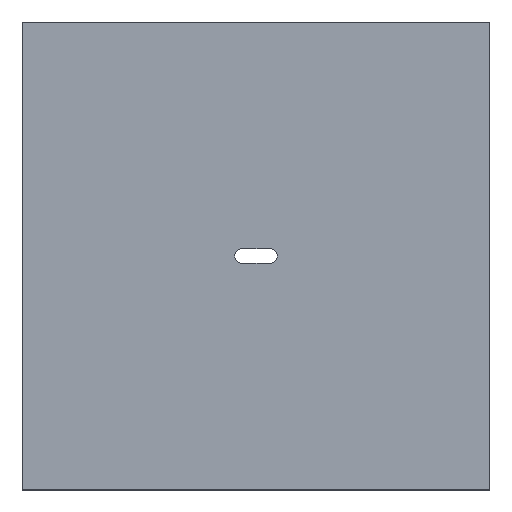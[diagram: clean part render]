
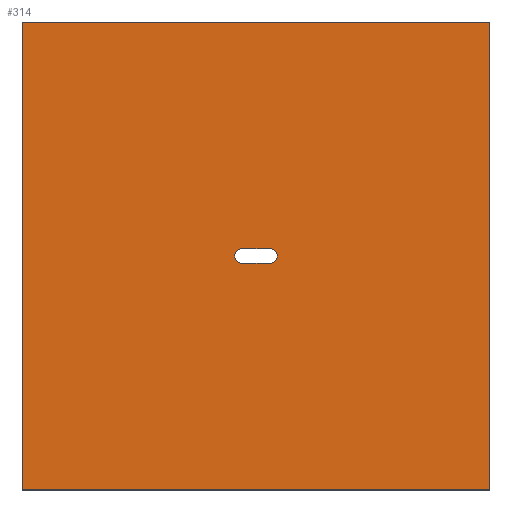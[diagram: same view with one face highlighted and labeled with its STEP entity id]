
A CAD part, top view. The second image highlights one B-rep face of the part: STEP entity #314.
In plain terms, the highlighted planar face has unit normal (0, 0, 1).
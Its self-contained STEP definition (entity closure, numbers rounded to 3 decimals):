
#1 = ORIENTED_EDGE ( 'NONE', *, *, #256, .F. ) ;
#15 = DIRECTION ( 'NONE',  ( 1., 0., 0. ) ) ;
#19 = VERTEX_POINT ( 'NONE', #46 ) ;
#29 = LINE ( 'NONE', #161, #163 ) ;
#34 = CARTESIAN_POINT ( 'NONE',  ( 12.2, -6.1, 10. ) ) ;
#35 = CARTESIAN_POINT ( 'NONE',  ( 200., -200., 10. ) ) ;
#38 = EDGE_CURVE ( 'NONE', #19, #69, #192, .T. ) ;
#40 = CARTESIAN_POINT ( 'NONE',  ( -200., 200., 10. ) ) ;
#42 = DIRECTION ( 'NONE',  ( 1., 0., 0. ) ) ;
#45 = VECTOR ( 'NONE', #351, 1000. ) ;
#46 = CARTESIAN_POINT ( 'NONE',  ( -12.2, 6.1, 10. ) ) ;
#52 = AXIS2_PLACEMENT_3D ( 'NONE', #301, #247, #270 ) ;
#63 = CARTESIAN_POINT ( 'NONE',  ( -12.2, -6.1, 10. ) ) ;
#67 = ORIENTED_EDGE ( 'NONE', *, *, #38, .T. ) ;
#69 = VERTEX_POINT ( 'NONE', #302 ) ;
#76 = EDGE_CURVE ( 'NONE', #214, #155, #246, .T. ) ;
#78 = CIRCLE ( 'NONE', #296, 6.1 ) ;
#81 = LINE ( 'NONE', #40, #267 ) ;
#84 = CIRCLE ( 'NONE', #175, 6.1 ) ;
#89 = EDGE_CURVE ( 'Locating edge1', #313, #101, #29, .T. ) ;
#91 = DIRECTION ( 'NONE',  ( 0., 1., 0. ) ) ;
#92 = CARTESIAN_POINT ( 'NONE',  ( 200., 200., 10. ) ) ;
#95 = ORIENTED_EDGE ( 'NONE', *, *, #219, .T. ) ;
#96 = VECTOR ( 'NONE', #299, 1000. ) ;
#101 = VERTEX_POINT ( 'NONE', #342 ) ;
#106 = LINE ( 'NONE', #189, #45 ) ;
#107 = ORIENTED_EDGE ( 'NONE', *, *, #76, .T. ) ;
#108 = DIRECTION ( 'NONE',  ( 0., 0., -1. ) ) ;
#110 = AXIS2_PLACEMENT_3D ( 'NONE', #266, #108, #218 ) ;
#119 = CARTESIAN_POINT ( 'NONE',  ( 12.2, -6.1, 10. ) ) ;
#120 = ORIENTED_EDGE ( 'NONE', *, *, #201, .T. ) ;
#122 = ORIENTED_EDGE ( 'NONE', *, *, #333, .T. ) ;
#132 = DIRECTION ( 'NONE',  ( 0., 0., 1. ) ) ;
#142 = EDGE_LOOP ( 'NONE', ( #353, #1, #107, #263 ) ) ;
#147 = LINE ( 'NONE', #119, #286 ) ;
#154 = DIRECTION ( 'NONE',  ( -1., 0., 0. ) ) ;
#155 = VERTEX_POINT ( 'NONE', #92 ) ;
#158 = VERTEX_POINT ( 'NONE', #63 ) ;
#161 = CARTESIAN_POINT ( 'NONE',  ( -200., 200., 10. ) ) ;
#162 = CARTESIAN_POINT ( 'NONE',  ( -200., 200., 10. ) ) ;
#163 = VECTOR ( 'NONE', #244, 1000. ) ;
#167 = CIRCLE ( 'NONE', #52, 6.1 ) ;
#175 = AXIS2_PLACEMENT_3D ( 'NONE', #293, #132, #42 ) ;
#185 = VERTEX_POINT ( 'NONE', #34 ) ;
#186 = CARTESIAN_POINT ( 'NONE',  ( 12.2, 0., 10. ) ) ;
#189 = CARTESIAN_POINT ( 'NONE',  ( 200., -200., 10. ) ) ;
#192 = LINE ( 'NONE', #271, #96 ) ;
#193 = DIRECTION ( 'NONE',  ( 0., 0., -1. ) ) ;
#201 = EDGE_CURVE ( 'NONE', #185, #158, #147, .T. ) ;
#214 = VERTEX_POINT ( 'NONE', #35 ) ;
#218 = DIRECTION ( 'NONE',  ( -1., 0., 0. ) ) ;
#219 = EDGE_CURVE ( 'NONE', #232, #185, #167, .T. ) ;
#221 = ORIENTED_EDGE ( 'NONE', *, *, #248, .F. ) ;
#228 = DIRECTION ( 'NONE',  ( -1., 0., 0. ) ) ;
#232 = VERTEX_POINT ( 'NONE', #322 ) ;
#236 = EDGE_LOOP ( 'NONE', ( #120, #221, #67, #122, #95 ) ) ;
#242 = VECTOR ( 'NONE', #91, 1000. ) ;
#244 = DIRECTION ( 'NONE',  ( 0., -1., 0. ) ) ;
#245 = FACE_OUTER_BOUND ( 'NONE', #142, .T. ) ;
#246 = LINE ( 'NONE', #336, #242 ) ;
#247 = DIRECTION ( 'NONE',  ( 0., 0., -1. ) ) ;
#248 = EDGE_CURVE ( 'NONE', #19, #158, #84, .T. ) ;
#256 = EDGE_CURVE ( 'NONE', #214, #101, #106, .T. ) ;
#263 = ORIENTED_EDGE ( 'NONE', *, *, #320, .F. ) ;
#266 = CARTESIAN_POINT ( 'NONE',  ( -200., -200., 10. ) ) ;
#267 = VECTOR ( 'NONE', #15, 1000. ) ;
#270 = DIRECTION ( 'NONE',  ( -1., 0., 0. ) ) ;
#271 = CARTESIAN_POINT ( 'NONE',  ( -12.2, 6.1, 10. ) ) ;
#286 = VECTOR ( 'NONE', #228, 1000. ) ;
#293 = CARTESIAN_POINT ( 'NONE',  ( -12.2, 0., 10. ) ) ;
#296 = AXIS2_PLACEMENT_3D ( 'NONE', #186, #193, #154 ) ;
#299 = DIRECTION ( 'NONE',  ( 1., 0., 0. ) ) ;
#301 = CARTESIAN_POINT ( 'NONE',  ( 12.2, 0., 10. ) ) ;
#302 = CARTESIAN_POINT ( 'NONE',  ( 12.2, 6.1, 10. ) ) ;
#313 = VERTEX_POINT ( 'NONE', #162 ) ;
#314 = ADVANCED_FACE ( 'Placement Plane', ( #329, #245 ), #358, .F. ) ;
#320 = EDGE_CURVE ( 'Locating edge2', #313, #155, #81, .T. ) ;
#322 = CARTESIAN_POINT ( 'NONE',  ( 18.3, 0., 10. ) ) ;
#329 = FACE_BOUND ( 'NONE', #236, .T. ) ;
#333 = EDGE_CURVE ( 'NONE', #69, #232, #78, .T. ) ;
#336 = CARTESIAN_POINT ( 'NONE',  ( 200., -200., 10. ) ) ;
#342 = CARTESIAN_POINT ( 'NONE',  ( -200., -200., 10. ) ) ;
#351 = DIRECTION ( 'NONE',  ( -1., 0., 0. ) ) ;
#353 = ORIENTED_EDGE ( 'NONE', *, *, #89, .T. ) ;
#358 = PLANE ( 'NONE',  #110 ) ;
